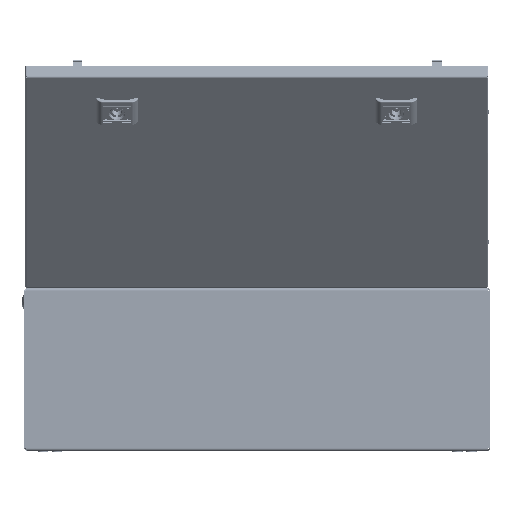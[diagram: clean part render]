
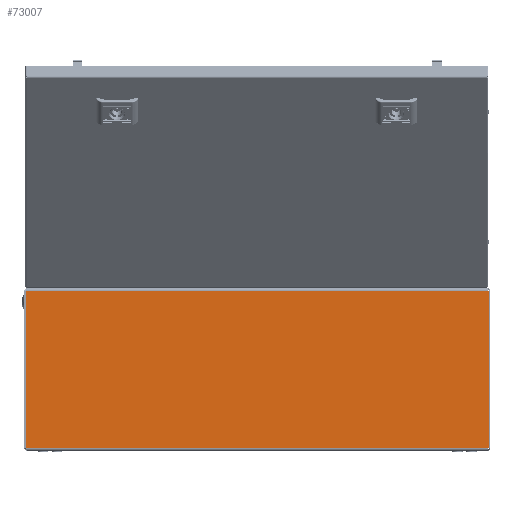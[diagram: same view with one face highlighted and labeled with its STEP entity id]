
A CAD part, front view. The second image highlights one B-rep face of the part: STEP entity #73007.
In plain terms, the highlighted planar face has unit normal (0, -1, 0).
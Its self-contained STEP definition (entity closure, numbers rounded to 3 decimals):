
#4276 = CARTESIAN_POINT ( 'NONE',  ( 248.4, -150., 170.5 ) ) ;
#4399 = CARTESIAN_POINT ( 'NONE',  ( 248.4, -150., 1.5 ) ) ;
#4587 = CARTESIAN_POINT ( 'NONE',  ( -248.4, -150., 170.5 ) ) ;
#8576 = VECTOR ( 'NONE', #15950, 1000. ) ;
#8579 = VECTOR ( 'NONE', #15945, 1000. ) ;
#8582 = VECTOR ( 'NONE', #15932, 1000. ) ;
#8586 = VECTOR ( 'NONE', #15957, 1000. ) ;
#9356 = EDGE_LOOP ( 'NONE', ( #127686, #127687, #127688, #127689 ) ) ;
#15909 = LINE ( 'NONE', #15947, #8576 ) ;
#15927 = LINE ( 'NONE', #15930, #8582 ) ;
#15930 = CARTESIAN_POINT ( 'NONE',  ( -248.5, -150., 1.5 ) ) ;
#15932 = DIRECTION ( 'NONE',  ( -1., 0., 0. ) ) ;
#15940 = LINE ( 'NONE', #15943, #8579 ) ;
#15943 = CARTESIAN_POINT ( 'NONE',  ( 247.793, -150., 170.5 ) ) ;
#15945 = DIRECTION ( 'NONE',  ( -1., 0., 0. ) ) ;
#15947 = CARTESIAN_POINT ( 'NONE',  ( -248.4, -150., 1.5 ) ) ;
#15950 = DIRECTION ( 'NONE',  ( 0., 0., 1. ) ) ;
#15952 = LINE ( 'NONE', #15955, #8586 ) ;
#15955 = CARTESIAN_POINT ( 'NONE',  ( 248.4, -150., 1.5 ) ) ;
#15957 = DIRECTION ( 'NONE',  ( 0., 0., 1. ) ) ;
#23946 = VERTEX_POINT ( 'NONE', #117673 ) ;
#65435 = AXIS2_PLACEMENT_3D ( 'NONE', #124516, #124523, #124524 ) ;
#73007 = ADVANCED_FACE ( 'NONE', ( #124519 ), #124520, .F. ) ;
#86865 = EDGE_CURVE ( 'NONE', #125978, #23946, #15927, .T. ) ;
#86867 = EDGE_CURVE ( 'NONE', #125846, #126174, #15940, .T. ) ;
#86868 = EDGE_CURVE ( 'NONE', #23946, #126174, #15909, .T. ) ;
#86869 = EDGE_CURVE ( 'NONE', #125978, #125846, #15952, .T. ) ;
#117673 = CARTESIAN_POINT ( 'NONE',  ( -248.4, -150., 1.5 ) ) ;
#124516 = CARTESIAN_POINT ( 'NONE',  ( -248.5, -150., 172. ) ) ;
#124519 = FACE_OUTER_BOUND ( 'NONE', #9356, .T. ) ;
#124520 = PLANE ( 'NONE',  #65435 ) ;
#124523 = DIRECTION ( 'NONE',  ( 0., 1., 0. ) ) ;
#124524 = DIRECTION ( 'NONE',  ( 0., 0., 1. ) ) ;
#125846 = VERTEX_POINT ( 'NONE', #4276 ) ;
#125978 = VERTEX_POINT ( 'NONE', #4399 ) ;
#126174 = VERTEX_POINT ( 'NONE', #4587 ) ;
#127686 = ORIENTED_EDGE ( 'NONE', *, *, #86867, .T. ) ;
#127687 = ORIENTED_EDGE ( 'NONE', *, *, #86868, .F. ) ;
#127688 = ORIENTED_EDGE ( 'NONE', *, *, #86865, .F. ) ;
#127689 = ORIENTED_EDGE ( 'NONE', *, *, #86869, .T. ) ;
